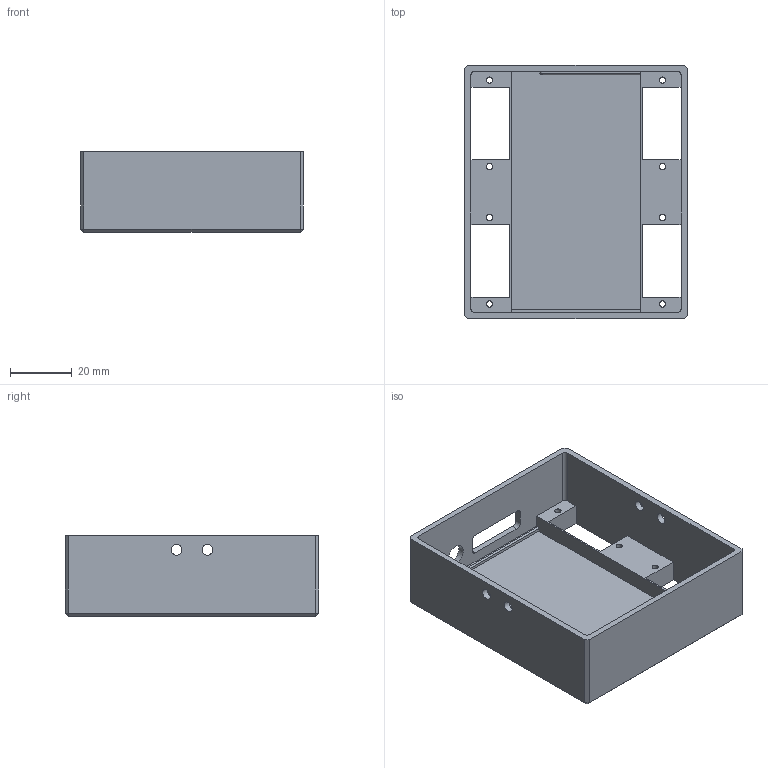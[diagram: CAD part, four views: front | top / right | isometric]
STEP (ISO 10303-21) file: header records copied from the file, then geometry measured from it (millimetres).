
FILE_DESCRIPTION(/* description */ (''),/* implementation_level */ '2;1');
FILE_NAME(/* name */ 'bodyB_longVersion v7.step',/* time_stamp */ '2021-02-20T16:49:21+01:00',/* author */ (''),/* organization */ (''),/* preprocessor_version */ 'ST-DEVELOPER v18.1',/* originating_system */ 'Autodesk Translation Framework v9.7.1.1290',/* authorisation */ '');
FILE_SCHEMA (('AUTOMOTIVE_DESIGN { 1 0 10303 214 3 1 1 }'));
Length unit declared in the file: millimetre
Products named in the file (1): bodyB_longVersion
Bounding box: 72 x 82 x 26 mm (x, y, z)
Volume: 25773.8 mm3; surface area: 26148.2 mm2
Topology: 1 solids, 1 shells, 83 faces, 236 edges, 152 vertices
Faces by surface type: plane 50, cylinder 31, torus 1, sphere 1
Full cylindrical faces by diameter (mm): 2 x8, 3.5 x4, 7 x1
Entity records: 2800 total; most frequent: CARTESIAN_POINT 477, ORIENTED_EDGE 472, DIRECTION 466, EDGE_CURVE 236, LINE 172, VECTOR 172, VERTEX_POINT 152, AXIS2_PLACEMENT_3D 147
